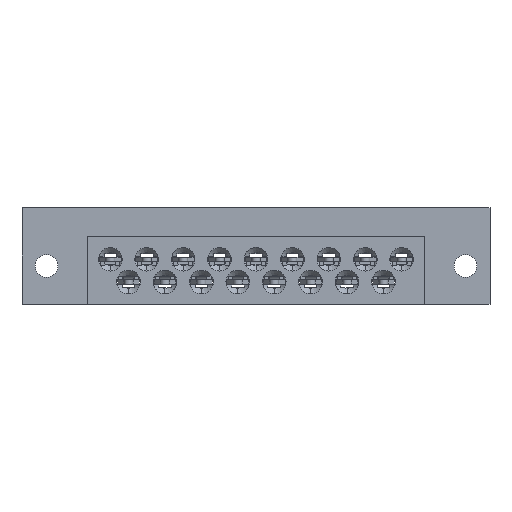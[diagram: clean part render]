
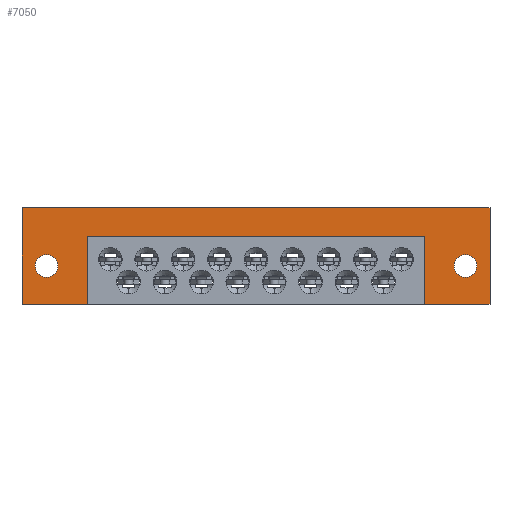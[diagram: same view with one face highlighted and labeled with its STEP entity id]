
A CAD part, front view. The second image highlights one B-rep face of the part: STEP entity #7050.
In plain terms, the highlighted planar face has unit normal (0, -1, 0).
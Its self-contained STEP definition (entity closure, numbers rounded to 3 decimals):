
#28 = CARTESIAN_POINT ( 'NONE',  ( 61.849, 0., -8.128 ) ) ;
#387 = ORIENTED_EDGE ( 'NONE', *, *, #11817, .T. ) ;
#502 = CARTESIAN_POINT ( 'NONE',  ( 0., 0., 0. ) ) ;
#588 = LINE ( 'NONE', #502, #10283 ) ;
#692 = CARTESIAN_POINT ( 'NONE',  ( 61.849, 0., -9.715 ) ) ;
#1059 = VERTEX_POINT ( 'NONE', #9792 ) ;
#1469 = VECTOR ( 'NONE', #8252, 1000. ) ;
#2861 = AXIS2_PLACEMENT_3D ( 'NONE', #17915, #4784, #12102 ) ;
#2933 = EDGE_LOOP ( 'NONE', ( #9348, #5800, #20456, #4947, #13013, #18459, #12505, #9753 ) ) ;
#3246 = EDGE_CURVE ( 'NONE', #16012, #23936, #10096, .T. ) ;
#3699 = DIRECTION ( 'NONE',  ( 0., 1., 0. ) ) ;
#3803 = AXIS2_PLACEMENT_3D ( 'NONE', #28, #9534, #11110 ) ;
#3909 = LINE ( 'NONE', #11504, #5949 ) ;
#4784 = DIRECTION ( 'NONE',  ( 0., 1., 0. ) ) ;
#4947 = ORIENTED_EDGE ( 'NONE', *, *, #17390, .F. ) ;
#5228 = VERTEX_POINT ( 'NONE', #7997 ) ;
#5497 = ORIENTED_EDGE ( 'NONE', *, *, #24020, .T. ) ;
#5579 = CIRCLE ( 'NONE', #5893, 1.588 ) ;
#5800 = ORIENTED_EDGE ( 'NONE', *, *, #19442, .T. ) ;
#5893 = AXIS2_PLACEMENT_3D ( 'NONE', #24253, #3699, #13372 ) ;
#5949 = VECTOR ( 'NONE', #19051, 1000. ) ;
#6070 = LINE ( 'NONE', #19598, #19899 ) ;
#6248 = CIRCLE ( 'NONE', #3803, 1.587 ) ;
#6369 = AXIS2_PLACEMENT_3D ( 'NONE', #20793, #9545, #20879 ) ;
#6780 = CARTESIAN_POINT ( 'NONE',  ( 65.278, 0., -13.487 ) ) ;
#6935 = LINE ( 'NONE', #6780, #18409 ) ;
#7000 = LINE ( 'NONE', #15361, #10236 ) ;
#7050 = ADVANCED_FACE ( 'NONE', ( #9634, #11406, #22815 ), #19985, .F. ) ;
#7060 = VERTEX_POINT ( 'NONE', #13978 ) ;
#7289 = CARTESIAN_POINT ( 'NONE',  ( 65.278, 0., 0. ) ) ;
#7740 = EDGE_CURVE ( 'NONE', #16012, #7060, #6070, .T. ) ;
#7812 = EDGE_CURVE ( 'NONE', #10985, #7060, #6935, .T. ) ;
#7997 = CARTESIAN_POINT ( 'NONE',  ( 61.849, 0., -6.541 ) ) ;
#8252 = DIRECTION ( 'NONE',  ( 0., 0., 1. ) ) ;
#9272 = VERTEX_POINT ( 'NONE', #9385 ) ;
#9348 = ORIENTED_EDGE ( 'NONE', *, *, #18887, .T. ) ;
#9385 = CARTESIAN_POINT ( 'NONE',  ( 56.134, 0., -3.962 ) ) ;
#9534 = DIRECTION ( 'NONE',  ( 0., 1., 0. ) ) ;
#9545 = DIRECTION ( 'NONE',  ( 0., 1., 0. ) ) ;
#9634 = FACE_OUTER_BOUND ( 'NONE', #2933, .T. ) ;
#9753 = ORIENTED_EDGE ( 'NONE', *, *, #3246, .T. ) ;
#9792 = CARTESIAN_POINT ( 'NONE',  ( 9.144, 0., -3.962 ) ) ;
#10096 = LINE ( 'NONE', #10655, #19204 ) ;
#10236 = VECTOR ( 'NONE', #17264, 1000. ) ;
#10283 = VECTOR ( 'NONE', #19193, 1000. ) ;
#10655 = CARTESIAN_POINT ( 'NONE',  ( 65.278, 0., 0. ) ) ;
#10730 = VERTEX_POINT ( 'NONE', #692 ) ;
#10985 = VERTEX_POINT ( 'NONE', #23633 ) ;
#11110 = DIRECTION ( 'NONE',  ( -1., 0., 0. ) ) ;
#11406 = FACE_BOUND ( 'NONE', #20157, .T. ) ;
#11504 = CARTESIAN_POINT ( 'NONE',  ( 65.278, 0., -3.962 ) ) ;
#11729 = AXIS2_PLACEMENT_3D ( 'NONE', #12388, #16190, #21803 ) ;
#11798 = CARTESIAN_POINT ( 'NONE',  ( 3.429, 0., -6.541 ) ) ;
#11817 = EDGE_CURVE ( 'NONE', #22038, #20451, #5579, .T. ) ;
#12102 = DIRECTION ( 'NONE',  ( 0., 0., 1. ) ) ;
#12165 = EDGE_CURVE ( 'NONE', #20451, #22038, #18489, .T. ) ;
#12388 = CARTESIAN_POINT ( 'NONE',  ( 3.429, 0., -8.128 ) ) ;
#12505 = ORIENTED_EDGE ( 'NONE', *, *, #7740, .F. ) ;
#12646 = DIRECTION ( 'NONE',  ( -1., 0., 0. ) ) ;
#13013 = ORIENTED_EDGE ( 'NONE', *, *, #19019, .F. ) ;
#13372 = DIRECTION ( 'NONE',  ( -1., 0., 0. ) ) ;
#13757 = CARTESIAN_POINT ( 'NONE',  ( 9.144, 0., -13.487 ) ) ;
#13978 = CARTESIAN_POINT ( 'NONE',  ( 65.278, 0., -13.487 ) ) ;
#14406 = CARTESIAN_POINT ( 'NONE',  ( 9.144, 0., -13.488 ) ) ;
#15081 = VERTEX_POINT ( 'NONE', #13757 ) ;
#15241 = CARTESIAN_POINT ( 'NONE',  ( 3.429, 0., -9.716 ) ) ;
#15361 = CARTESIAN_POINT ( 'NONE',  ( 0., 0., -13.487 ) ) ;
#15862 = DIRECTION ( 'NONE',  ( 0., 0., -1. ) ) ;
#15974 = VECTOR ( 'NONE', #20088, 1000. ) ;
#16012 = VERTEX_POINT ( 'NONE', #7289 ) ;
#16190 = DIRECTION ( 'NONE',  ( 0., 1., 0. ) ) ;
#16249 = LINE ( 'NONE', #14406, #15974 ) ;
#16453 = EDGE_CURVE ( 'NONE', #15081, #1059, #16249, .T. ) ;
#16663 = CARTESIAN_POINT ( 'NONE',  ( 0., 0., 0. ) ) ;
#17257 = EDGE_CURVE ( 'NONE', #10730, #5228, #6248, .T. ) ;
#17264 = DIRECTION ( 'NONE',  ( 1., 0., 0. ) ) ;
#17390 = EDGE_CURVE ( 'NONE', #9272, #1059, #3909, .T. ) ;
#17915 = CARTESIAN_POINT ( 'NONE',  ( 65.278, 0., 0. ) ) ;
#18329 = ORIENTED_EDGE ( 'NONE', *, *, #12165, .T. ) ;
#18409 = VECTOR ( 'NONE', #21969, 1000. ) ;
#18459 = ORIENTED_EDGE ( 'NONE', *, *, #7812, .T. ) ;
#18489 = CIRCLE ( 'NONE', #11729, 1.588 ) ;
#18887 = EDGE_CURVE ( 'NONE', #23936, #20938, #588, .T. ) ;
#18897 = ORIENTED_EDGE ( 'NONE', *, *, #17257, .T. ) ;
#19019 = EDGE_CURVE ( 'NONE', #10985, #9272, #22854, .T. ) ;
#19051 = DIRECTION ( 'NONE',  ( -1., 0., 0. ) ) ;
#19193 = DIRECTION ( 'NONE',  ( 0., 0., -1. ) ) ;
#19204 = VECTOR ( 'NONE', #12646, 1000. ) ;
#19442 = EDGE_CURVE ( 'NONE', #20938, #15081, #7000, .T. ) ;
#19598 = CARTESIAN_POINT ( 'NONE',  ( 65.278, 0., 0. ) ) ;
#19787 = EDGE_LOOP ( 'NONE', ( #5497, #18897 ) ) ;
#19899 = VECTOR ( 'NONE', #15862, 1000. ) ;
#19985 = PLANE ( 'NONE',  #2861 ) ;
#20088 = DIRECTION ( 'NONE',  ( 0., 0., 1. ) ) ;
#20157 = EDGE_LOOP ( 'NONE', ( #387, #18329 ) ) ;
#20451 = VERTEX_POINT ( 'NONE', #15241 ) ;
#20456 = ORIENTED_EDGE ( 'NONE', *, *, #16453, .T. ) ;
#20793 = CARTESIAN_POINT ( 'NONE',  ( 61.849, 0., -8.128 ) ) ;
#20879 = DIRECTION ( 'NONE',  ( -1., 0., 0. ) ) ;
#20898 = CARTESIAN_POINT ( 'NONE',  ( 0., 0., -13.487 ) ) ;
#20938 = VERTEX_POINT ( 'NONE', #20898 ) ;
#21803 = DIRECTION ( 'NONE',  ( -1., 0., 0. ) ) ;
#21813 = CIRCLE ( 'NONE', #6369, 1.587 ) ;
#21969 = DIRECTION ( 'NONE',  ( 1., 0., 0. ) ) ;
#22038 = VERTEX_POINT ( 'NONE', #11798 ) ;
#22815 = FACE_BOUND ( 'NONE', #19787, .T. ) ;
#22854 = LINE ( 'NONE', #23516, #1469 ) ;
#23516 = CARTESIAN_POINT ( 'NONE',  ( 56.134, 0., -13.488 ) ) ;
#23633 = CARTESIAN_POINT ( 'NONE',  ( 56.134, 0., -13.487 ) ) ;
#23936 = VERTEX_POINT ( 'NONE', #16663 ) ;
#24020 = EDGE_CURVE ( 'NONE', #5228, #10730, #21813, .T. ) ;
#24253 = CARTESIAN_POINT ( 'NONE',  ( 3.429, 0., -8.128 ) ) ;
